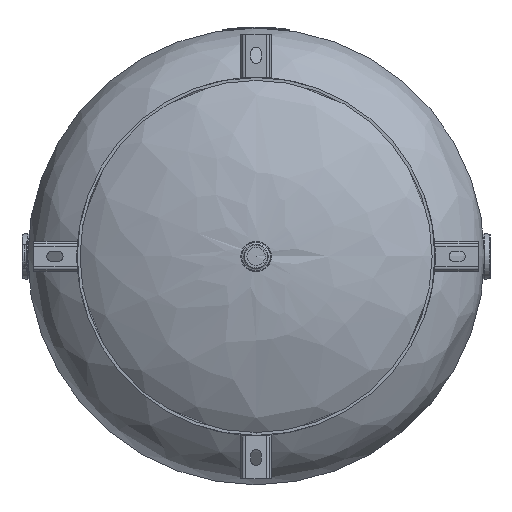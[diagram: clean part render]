
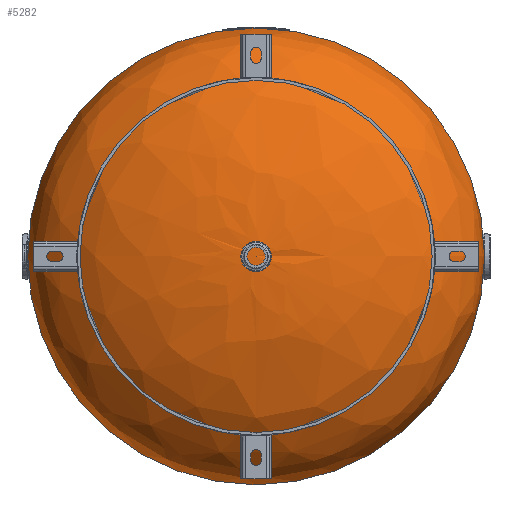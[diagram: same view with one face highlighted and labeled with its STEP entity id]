
A CAD part, front view. The second image highlights one B-rep face of the part: STEP entity #5282.
In plain terms, the highlighted free-form (B-spline) face has degree [2, 2] with [3, 9] control points.
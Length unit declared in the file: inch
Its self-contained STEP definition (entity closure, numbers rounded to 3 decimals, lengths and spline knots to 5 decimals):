
#545=ELLIPSE('',#5831,15.,7.666);
#603=(
BOUNDED_SURFACE()
B_SPLINE_SURFACE(2,2,((#8020,#8021,#8022,#8023,#8024,#8025,#8026,#8027,
#8028),(#8029,#8030,#8031,#8032,#8033,#8034,#8035,#8036,#8037),(#8038,#8039,
#8040,#8041,#8042,#8043,#8044,#8045,#8046)),.UNSPECIFIED.,.F.,.T.,.F.)
B_SPLINE_SURFACE_WITH_KNOTS((3,3),(3,2,2,2,3),(0.,1.5708),(0.,
1.5708,3.14159,4.71239,6.28319),
 .UNSPECIFIED.)
GEOMETRIC_REPRESENTATION_ITEM()
RATIONAL_B_SPLINE_SURFACE(((1.,0.707,1.,0.707,1.,
0.707,1.,0.707,1.),(0.707,0.5,0.707,
0.5,0.707,0.5,0.707,0.5,0.707),(1.,
0.707,1.,0.707,1.,0.707,1.,0.707,
1.)))
REPRESENTATION_ITEM('')
SURFACE()
);
#1342=FACE_OUTER_BOUND('',#1627,.T.);
#1627=EDGE_LOOP('',(#3701,#3702,#3703,#3704));
#1997=CIRCLE('',#5821,15.);
#1998=CIRCLE('',#5822,15.);
#2270=VERTEX_POINT('',#8001);
#2271=VERTEX_POINT('',#8003);
#2277=VERTEX_POINT('',#8047);
#2844=EDGE_CURVE('',#2270,#2271,#1997,.T.);
#2845=EDGE_CURVE('',#2271,#2270,#1998,.T.);
#2853=EDGE_CURVE('',#2277,#2271,#545,.T.);
#3701=ORIENTED_EDGE('',*,*,#2853,.T.);
#3702=ORIENTED_EDGE('',*,*,#2844,.F.);
#3703=ORIENTED_EDGE('',*,*,#2845,.F.);
#3704=ORIENTED_EDGE('',*,*,#2853,.F.);
#5282=ADVANCED_FACE('',(#1342),#603,.T.);
#5821=AXIS2_PLACEMENT_3D('',#8004,#6471,#6472);
#5822=AXIS2_PLACEMENT_3D('',#8005,#6473,#6474);
#5831=AXIS2_PLACEMENT_3D('',#8048,#6492,#6493);
#6471=DIRECTION('center_axis',(0.,-1.,0.));
#6472=DIRECTION('ref_axis',(1.,0.,0.));
#6473=DIRECTION('center_axis',(0.,-1.,0.));
#6474=DIRECTION('ref_axis',(1.,0.,0.));
#6492=DIRECTION('center_axis',(0.,0.,-1.));
#6493=DIRECTION('ref_axis',(1.,0.,0.));
#8001=CARTESIAN_POINT('',(-15.,0.,0.));
#8003=CARTESIAN_POINT('',(15.,0.,0.));
#8004=CARTESIAN_POINT('Origin',(0.,0.,0.));
#8005=CARTESIAN_POINT('Origin',(0.,0.,0.));
#8020=CARTESIAN_POINT('Ctrl Pts',(15.,0.,0.));
#8021=CARTESIAN_POINT('Ctrl Pts',(15.,0.,15.));
#8022=CARTESIAN_POINT('Ctrl Pts',(0.,0.,15.));
#8023=CARTESIAN_POINT('Ctrl Pts',(-15.,0.,15.));
#8024=CARTESIAN_POINT('Ctrl Pts',(-15.,0.,0.));
#8025=CARTESIAN_POINT('Ctrl Pts',(-15.,0.,-15.));
#8026=CARTESIAN_POINT('Ctrl Pts',(0.,0.,-15.));
#8027=CARTESIAN_POINT('Ctrl Pts',(15.,0.,-15.));
#8028=CARTESIAN_POINT('Ctrl Pts',(15.,0.,0.));
#8029=CARTESIAN_POINT('Ctrl Pts',(15.,7.666,0.));
#8030=CARTESIAN_POINT('Ctrl Pts',(15.,7.666,15.));
#8031=CARTESIAN_POINT('Ctrl Pts',(0.,7.666,15.));
#8032=CARTESIAN_POINT('Ctrl Pts',(-15.,7.666,15.));
#8033=CARTESIAN_POINT('Ctrl Pts',(-15.,7.666,0.));
#8034=CARTESIAN_POINT('Ctrl Pts',(-15.,7.666,-15.));
#8035=CARTESIAN_POINT('Ctrl Pts',(0.,7.666,-15.));
#8036=CARTESIAN_POINT('Ctrl Pts',(15.,7.666,-15.));
#8037=CARTESIAN_POINT('Ctrl Pts',(15.,7.666,0.));
#8038=CARTESIAN_POINT('Ctrl Pts',(0.,7.666,0.));
#8039=CARTESIAN_POINT('Ctrl Pts',(0.,7.666,0.));
#8040=CARTESIAN_POINT('Ctrl Pts',(0.,7.666,0.));
#8041=CARTESIAN_POINT('Ctrl Pts',(0.,7.666,0.));
#8042=CARTESIAN_POINT('Ctrl Pts',(0.,7.666,0.));
#8043=CARTESIAN_POINT('Ctrl Pts',(0.,7.666,0.));
#8044=CARTESIAN_POINT('Ctrl Pts',(0.,7.666,0.));
#8045=CARTESIAN_POINT('Ctrl Pts',(0.,7.666,0.));
#8046=CARTESIAN_POINT('Ctrl Pts',(0.,7.666,0.));
#8047=CARTESIAN_POINT('',(0.,7.666,0.));
#8048=CARTESIAN_POINT('Origin',(0.,0.,0.));
